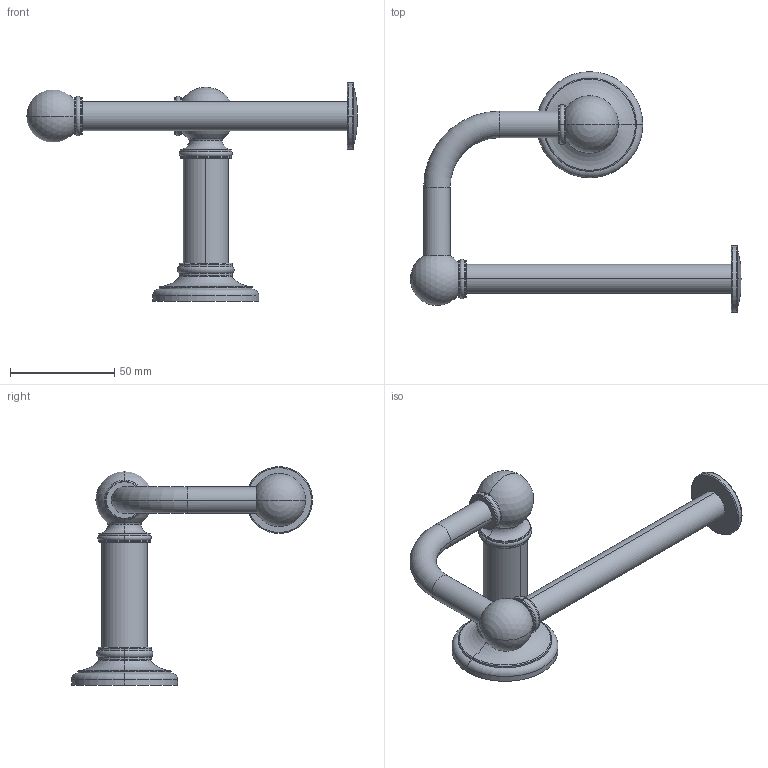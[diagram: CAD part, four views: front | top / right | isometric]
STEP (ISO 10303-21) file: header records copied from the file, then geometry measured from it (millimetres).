
FILE_DESCRIPTION((''),'2;1');
FILE_NAME('4509_WEB','2010-09-02T',('project'),(''),'PRO/ENGINEER BY PARAMETRIC TECHNOLOGY CORPORATION, 2009300','PRO/ENGINEER BY PARAMETRIC TECHNOLOGY CORPORATION, 2009300','');
FILE_SCHEMA(('CONFIG_CONTROL_DESIGN'));
Length unit declared in the file: inch
Products named in the file (1): 4509_WEB
Bounding box: 158.56 x 115.4 x 104.75 mm (x, y, z)
Surface area: 28527.7 mm2 (no closed solid volume)
Topology: 0 solids, 10 shells, 89 faces, 192 edges, 105 vertices
Faces by surface type: torus 42, cylinder 32, plane 9, sphere 6
Entity records: 2460 total; most frequent: DIRECTION 508, CARTESIAN_POINT 444, ORIENTED_EDGE 348, AXIS2_PLACEMENT_3D 237, EDGE_CURVE 186, CIRCLE 148, VERTEX_POINT 105, EDGE_LOOP 89
